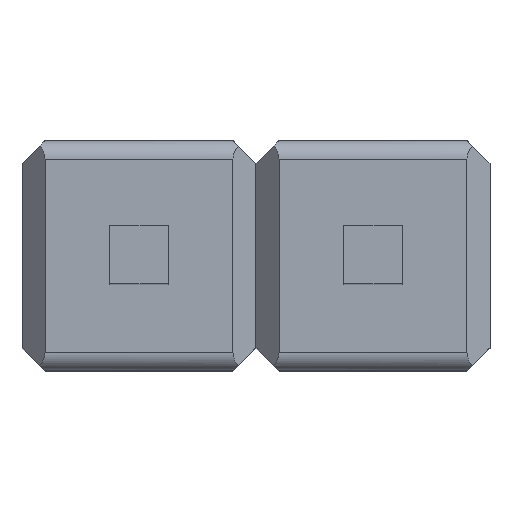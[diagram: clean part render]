
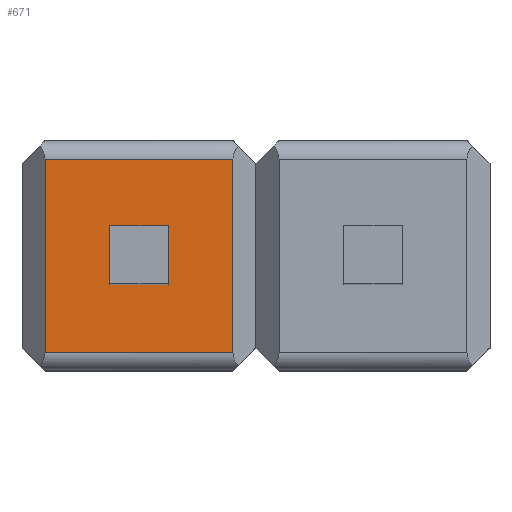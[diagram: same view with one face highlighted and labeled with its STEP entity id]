
A CAD part, top view. The second image highlights one B-rep face of the part: STEP entity #671.
In plain terms, the highlighted planar face has unit normal (0, 0, 1).
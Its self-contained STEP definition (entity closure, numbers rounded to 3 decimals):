
#2=DIRECTION('',(0.,1.,0.));
#3=VECTOR('',#2,0.63);
#4=CARTESIAN_POINT('',(-5.395,-0.315,0.));
#5=LINE('',#4,#3);
#6=DIRECTION('',(1.,0.,0.));
#7=VECTOR('',#6,0.63);
#8=CARTESIAN_POINT('',(-5.395,-0.315,0.));
#9=LINE('',#8,#7);
#10=DIRECTION('',(0.,1.,0.));
#11=VECTOR('',#10,0.63);
#12=CARTESIAN_POINT('',(-4.765,-0.315,0.));
#13=LINE('',#12,#11);
#14=DIRECTION('',(1.,0.,0.));
#15=VECTOR('',#14,0.63);
#16=CARTESIAN_POINT('',(-5.395,0.315,0.));
#17=LINE('',#16,#15);
#18=DIRECTION('',(1.,0.,0.));
#19=VECTOR('',#18,2.04);
#20=CARTESIAN_POINT('',(-6.1,-1.05,0.));
#21=LINE('',#20,#19);
#22=DIRECTION('',(0.,-1.,0.));
#23=VECTOR('',#22,2.1);
#24=CARTESIAN_POINT('',(-6.1,1.05,0.));
#25=LINE('',#24,#23);
#26=DIRECTION('',(-1.,0.,0.));
#27=VECTOR('',#26,2.04);
#28=CARTESIAN_POINT('',(-4.06,1.05,0.));
#29=LINE('',#28,#27);
#30=DIRECTION('',(0.,1.,0.));
#31=VECTOR('',#30,2.1);
#32=CARTESIAN_POINT('',(-4.06,-1.05,0.));
#33=LINE('',#32,#31);
#146=CARTESIAN_POINT('',(-4.06,-1.05,0.));
#156=CARTESIAN_POINT('',(-4.06,1.05,0.));
#390=CARTESIAN_POINT('',(-6.1,-1.05,0.));
#392=CARTESIAN_POINT('',(-6.1,1.05,0.));
#530=CARTESIAN_POINT('',(-5.395,-0.315,0.));
#531=CARTESIAN_POINT('',(-5.395,0.315,0.));
#532=VERTEX_POINT('',#530);
#533=VERTEX_POINT('',#531);
#534=CARTESIAN_POINT('',(-4.765,-0.315,0.));
#535=CARTESIAN_POINT('',(-4.765,0.315,0.));
#536=VERTEX_POINT('',#534);
#537=VERTEX_POINT('',#535);
#562=VERTEX_POINT('',#146);
#568=VERTEX_POINT('',#390);
#569=VERTEX_POINT('',#392);
#575=VERTEX_POINT('',#156);
#646=CARTESIAN_POINT('',(0.,0.,0.));
#647=DIRECTION('',(0.,0.,1.));
#648=DIRECTION('',(1.,0.,0.));
#649=AXIS2_PLACEMENT_3D('',#646,#647,#648);
#650=PLANE('',#649);
#652=ORIENTED_EDGE('',*,*,#651,.F.);
#654=ORIENTED_EDGE('',*,*,#653,.F.);
#656=ORIENTED_EDGE('',*,*,#655,.F.);
#658=ORIENTED_EDGE('',*,*,#657,.F.);
#659=EDGE_LOOP('',(#652,#654,#656,#658));
#660=FACE_OUTER_BOUND('',#659,.F.);
#662=ORIENTED_EDGE('',*,*,#661,.F.);
#664=ORIENTED_EDGE('',*,*,#663,.T.);
#666=ORIENTED_EDGE('',*,*,#665,.T.);
#668=ORIENTED_EDGE('',*,*,#667,.F.);
#669=EDGE_LOOP('',(#662,#664,#666,#668));
#670=FACE_BOUND('',#669,.F.);
#651=EDGE_CURVE('',#568,#562,#21,.T.);
#653=EDGE_CURVE('',#569,#568,#25,.T.);
#655=EDGE_CURVE('',#575,#569,#29,.T.);
#657=EDGE_CURVE('',#562,#575,#33,.T.);
#661=EDGE_CURVE('',#532,#533,#5,.T.);
#663=EDGE_CURVE('',#532,#536,#9,.T.);
#665=EDGE_CURVE('',#536,#537,#13,.T.);
#667=EDGE_CURVE('',#533,#537,#17,.T.);
#671=ADVANCED_FACE('',(#660,#670),#650,.T.);
